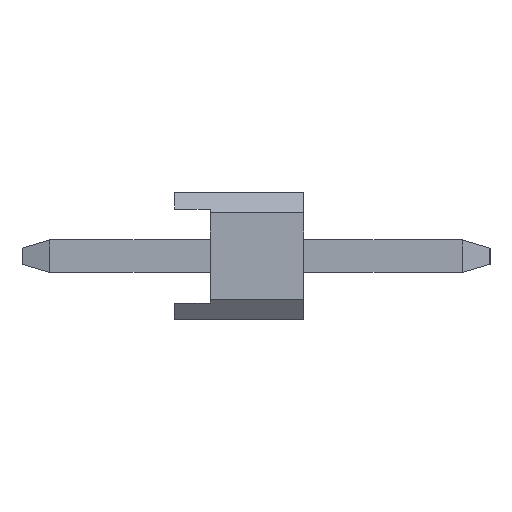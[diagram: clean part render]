
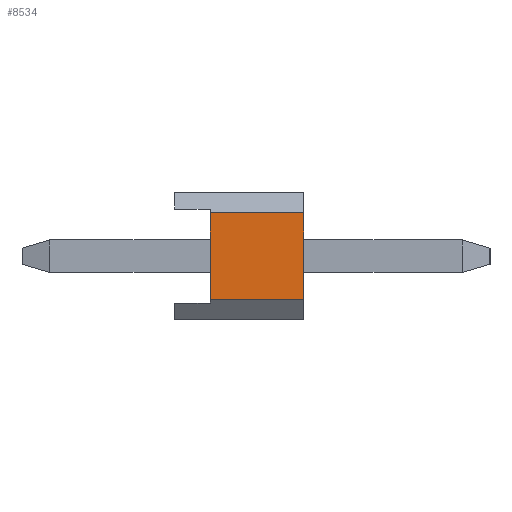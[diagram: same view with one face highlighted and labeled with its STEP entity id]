
A CAD part, left-side view. The second image highlights one B-rep face of the part: STEP entity #8534.
In plain terms, the highlighted planar face has unit normal (-1, 0, 0).
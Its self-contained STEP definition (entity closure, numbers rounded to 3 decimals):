
#8534=ADVANCED_FACE('',(#19882),#19883,.T.);
#10250=EDGE_CURVE('',#11692,#11234,#21789,.T.);
#10708=EDGE_CURVE('',#14702,#11692,#22291,.T.);
#10888=VERTEX_POINT('',#22486);
#11234=VERTEX_POINT('',#22863);
#11692=VERTEX_POINT('',#23364);
#11812=EDGE_CURVE('',#10888,#14702,#23535,.T.);
#14702=VERTEX_POINT('',#26703);
#14894=EDGE_CURVE('',#10888,#11234,#26912,.T.);
#19882=FACE_OUTER_BOUND('',#33623,.T.);
#19883=PLANE('',#33624);
#21789=LINE('',#36345,#36346);
#22291=LINE('',#37055,#37056);
#22486=CARTESIAN_POINT('',(-45.62,-0.7,0.851));
#22863=CARTESIAN_POINT('',(-45.62,-2.54,0.851));
#23364=CARTESIAN_POINT('',(-45.62,-2.54,-0.851));
#23535=LINE('',#38877,#38878);
#26703=CARTESIAN_POINT('',(-45.62,-0.7,-0.851));
#26912=LINE('',#43774,#43775);
#33623=EDGE_LOOP('',(#49468,#49469,#49470,#49471));
#33624=AXIS2_PLACEMENT_3D('',#49472,#49473,#49474);
#36345=CARTESIAN_POINT('',(-45.62,-2.54,0.851));
#36346=VECTOR('',#51456,1.0);
#37055=CARTESIAN_POINT('',(-45.62,0.,-0.851));
#37056=VECTOR('',#51926,1.0);
#38877=CARTESIAN_POINT('',(-45.62,-0.7,-0.426));
#38878=VECTOR('',#53499,1.0);
#43774=CARTESIAN_POINT('',(-45.62,0.,0.851));
#43775=VECTOR('',#56691,1.0);
#49468=ORIENTED_EDGE('',*,*,#11812,.T.);
#49469=ORIENTED_EDGE('',*,*,#10708,.T.);
#49470=ORIENTED_EDGE('',*,*,#10250,.T.);
#49471=ORIENTED_EDGE('',*,*,#14894,.F.);
#49472=CARTESIAN_POINT('',(-45.62,0.,-0.851));
#49473=DIRECTION('',(-1.0,0.0,0.0));
#49474=DIRECTION('',(0.0,0.,-1.0));
#51456=DIRECTION('',(0.0,0.,1.0));
#51926=DIRECTION('',(0.0,-1.0,0.));
#53499=DIRECTION('',(0.0,0.,-1.0));
#56691=DIRECTION('',(0.0,-1.0,0.));
